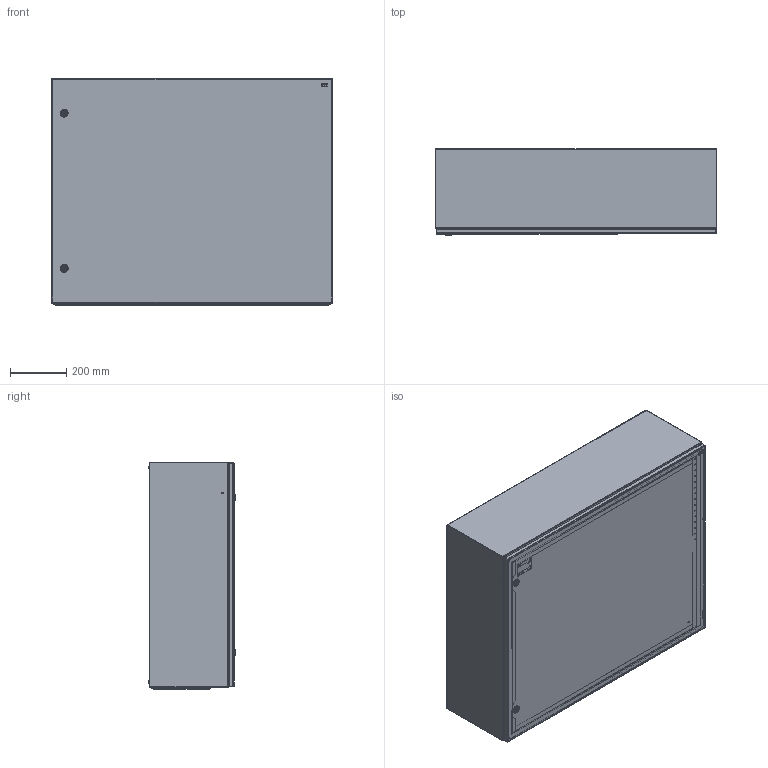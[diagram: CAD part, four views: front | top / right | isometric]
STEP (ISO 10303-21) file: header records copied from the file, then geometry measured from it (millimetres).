
FILE_DESCRIPTION((''),'2;1');
FILE_NAME('GT_80_100_30_ASM','2021-11-04T',('marketing.praksa'),('Audax d.o.o.'),'CREO PARAMETRIC BY PTC INC, 2017480','CREO PARAMETRIC BY PTC INC, 2017480','');
FILE_SCHEMA(('AUTOMOTIVE_DESIGN { 1 0 10303 214 1 1 1 1 }'));
Products named in the file (41): DRZWI_1_2_3_4_1_1; DRZWI_1_2_3_4_2_1; ZAWIAS_3_ST47_002_ELEMENT-54706; ZAWIAS_3_ST47_002_ELEMENT-54707; DRZWI_1_2_3_4_3_1; DRZWI_1_2_3_4_4_1; DRZWI_1_2_3_4_5_1; DRZWI_1_2_3_4_6_1; ZAWIAS_3_ST47_002_ELEMENT-54712; DRZWI_1_2_3_4_7_1; 1_EB_1000-U6_H__KORPUS-54714_1; 1_EB_1000-U6_H__WK_ADKA-54715_1; 1_EB_1000-U6_H__SRUBA-54716_1; DRZWI_1_2_3_4_8_1; 1_EB_1000-U6_H__NAKR_TKA-54718_; DRZWI_1_2_3_4_9_1; 1_EB_1000-U6_H__KORPUS-54720_1; 1_EB_1000-U6_H__WK_ADKA-54721_1; 1_EB_1000-U6_H__SRUBA-54722_1; DRZWI_1_2_3_4_10_1; 1_EB_1000-U6_H__NAKR_TKA-54724_; DRZWI_1_2_3_4_11_1; DRZWI_1_2_3_4_12_1; DRZWI_1_2_3_4_13_1; ANSI_B27_7M_3CMI-4-54728_1; ANSI_B27_7M_3CMI-4-54729_1; DRZWI_1_2_3_4_15_1; DRZWI_1_2_3_4_16_1; ANSI_B27_7M_3CMI-4-54733_1; ETI_LOGO_1_1_1_1_1_2_1; ETI_LOGO_2_1_1_1_1_2_1; ETI_LOGO_3_1_1_1_1_2_1; KOR_GT_80-100-30_1; PRZEPUST_1_2_1; ZAWIAS_1_2_1; TULEJA_1_2_1; PLYTA_1_2_1; NAKRETKA_M8_1_2_1; ZASLEPKA_10_7_1_2_1; SCREWS_80-100-30_1 ...
Assembly tree (51 placements, depth 2):
  GT_80_100_30_ASM
    DRZWI_1_2_3_4_1_1
    DRZWI_1_2_3_4_2_1
    ZAWIAS_3_ST47_002_ELEMENT-54706
    ZAWIAS_3_ST47_002_ELEMENT-54707
    DRZWI_1_2_3_4_3_1
    DRZWI_1_2_3_4_4_1
    DRZWI_1_2_3_4_5_1
    DRZWI_1_2_3_4_6_1
    ZAWIAS_3_ST47_002_ELEMENT-54712
    DRZWI_1_2_3_4_7_1
    1_EB_1000-U6_H__KORPUS-54714_1
    1_EB_1000-U6_H__WK_ADKA-54715_1
    1_EB_1000-U6_H__SRUBA-54716_1
    DRZWI_1_2_3_4_8_1
    1_EB_1000-U6_H__NAKR_TKA-54718_
    DRZWI_1_2_3_4_9_1
    1_EB_1000-U6_H__KORPUS-54720_1
    1_EB_1000-U6_H__WK_ADKA-54721_1
    1_EB_1000-U6_H__SRUBA-54722_1
    DRZWI_1_2_3_4_10_1
    1_EB_1000-U6_H__NAKR_TKA-54724_
    DRZWI_1_2_3_4_11_1
    DRZWI_1_2_3_4_12_1
    DRZWI_1_2_3_4_13_1
    ANSI_B27_7M_3CMI-4-54728_1
    ANSI_B27_7M_3CMI-4-54729_1
    DRZWI_1_2_3_4_15_1
    DRZWI_1_2_3_4_16_1
    ANSI_B27_7M_3CMI-4-54733_1
    ETI_LOGO_1_1_1_1_1_2_1
    ETI_LOGO_2_1_1_1_1_2_1
    ETI_LOGO_3_1_1_1_1_2_1
    KOR_GT_80-100-30_1
    PRZEPUST_1_2_1
    ZAWIAS_1_2_1  x3
    TULEJA_1_2_1  x4
    PLYTA_1_2_1
    NAKRETKA_M8_1_2_1  x4
    ZASLEPKA_10_7_1_2_1  x4
    SCREWS_80-100-30_1
Bounding box: 1000 x 307.28 x 808.44 mm (x, y, z)
Volume: 5900266.6 mm3; surface area: 7654720.9 mm2
Topology: 70 solids, 70 shells, 3722 faces, 10322 edges, 6841 vertices
Faces by surface type: plane 1563, cylinder 1455, torus 240, cone 158, extrusion 136, bspline 98, sphere 72
Entity records: 140318 total; most frequent: CARTESIAN_POINT 25217, DIRECTION 17629, ORIENTED_EDGE 16908, PRESENTATION_STYLE_ASSIGNMENT 9223, STYLED_ITEM 8513, CURVE_STYLE 8454, EDGE_CURVE 8454, AXIS2_PLACEMENT_3D 6693
